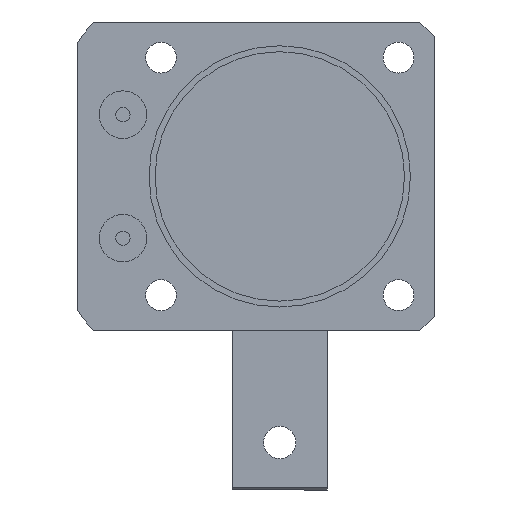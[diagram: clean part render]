
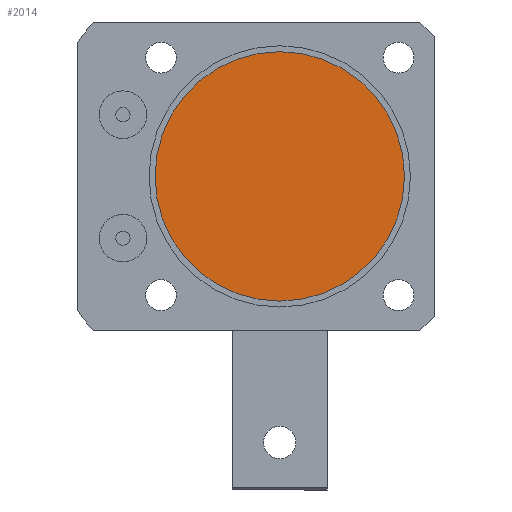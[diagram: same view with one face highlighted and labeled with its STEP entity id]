
A CAD part, front view. The second image highlights one B-rep face of the part: STEP entity #2014.
In plain terms, the highlighted planar face has unit normal (0, -1, 0).
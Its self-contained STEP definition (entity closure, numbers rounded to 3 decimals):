
#405 = CIRCLE ( 'NONE', #4274, 26.25 ) ;
#1058 = CARTESIAN_POINT ( 'NONE',  ( 0., 0., -26.25 ) ) ;
#1090 = CARTESIAN_POINT ( 'NONE',  ( 0., 0., 26.25 ) ) ;
#1619 = DIRECTION ( 'NONE',  ( 0., 0., 1. ) ) ;
#1620 = DIRECTION ( 'NONE',  ( 0., 1., 0. ) ) ;
#1623 = PLANE ( 'NONE',  #3958 ) ;
#1624 = CARTESIAN_POINT ( 'NONE',  ( 0., 0., 0. ) ) ;
#2014 = ADVANCED_FACE ( 'NONE', ( #5390 ), #1623, .F. ) ;
#2627 = CIRCLE ( 'NONE', #4163, 26.25 ) ;
#2906 = DIRECTION ( 'NONE',  ( 0., 0., -1. ) ) ;
#2934 = DIRECTION ( 'NONE',  ( 0., 1., 0. ) ) ;
#2938 = CARTESIAN_POINT ( 'NONE',  ( 0., 0., 0. ) ) ;
#3708 = EDGE_CURVE ( 'NONE', #8729, #8882, #2627, .T. ) ;
#3958 = AXIS2_PLACEMENT_3D ( 'NONE', #1624, #1620, #1619 ) ;
#4163 = AXIS2_PLACEMENT_3D ( 'NONE', #5732, #5731, #5730 ) ;
#4274 = AXIS2_PLACEMENT_3D ( 'NONE', #2938, #2934, #2906 ) ;
#4698 = EDGE_LOOP ( 'NONE', ( #9199, #9201 ) ) ;
#5390 = FACE_OUTER_BOUND ( 'NONE', #4698, .T. ) ;
#5730 = DIRECTION ( 'NONE',  ( 0., 0., -1. ) ) ;
#5731 = DIRECTION ( 'NONE',  ( 0., 1., 0. ) ) ;
#5732 = CARTESIAN_POINT ( 'NONE',  ( 0., 0., 0. ) ) ;
#8729 = VERTEX_POINT ( 'NONE', #1058 ) ;
#8882 = VERTEX_POINT ( 'NONE', #1090 ) ;
#9199 = ORIENTED_EDGE ( 'NONE', *, *, #3708, .F. ) ;
#9201 = ORIENTED_EDGE ( 'NONE', *, *, #9498, .F. ) ;
#9498 = EDGE_CURVE ( 'NONE', #8882, #8729, #405, .T. ) ;
